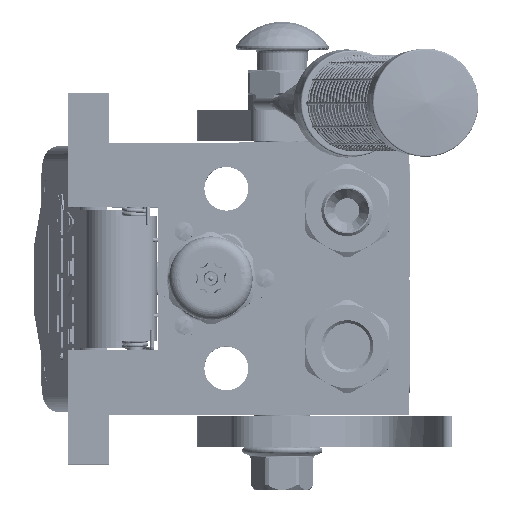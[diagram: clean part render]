
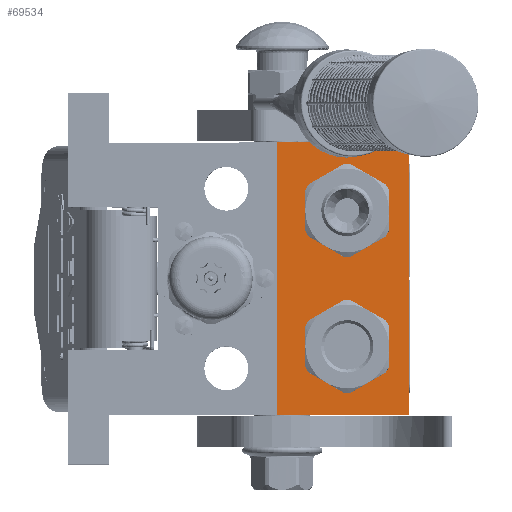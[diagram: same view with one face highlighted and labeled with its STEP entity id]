
A CAD part, top view. The second image highlights one B-rep face of the part: STEP entity #69534.
In plain terms, the highlighted face is planar.
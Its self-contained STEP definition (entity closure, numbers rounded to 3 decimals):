
#3644 = VECTOR ( 'NONE', #194008, 1000. ) ;
#4766 = EDGE_LOOP ( 'NONE', ( #195603, #42301, #8599, #97532 ) ) ;
#8599 = ORIENTED_EDGE ( 'NONE', *, *, #73024, .F. ) ;
#13705 = AXIS2_PLACEMENT_3D ( 'NONE', #93408, #161075, #212391 ) ;
#14927 = DIRECTION ( 'NONE',  ( 0., 0., 1. ) ) ;
#18625 = VERTEX_POINT ( 'NONE', #25905 ) ;
#23680 = VERTEX_POINT ( 'NONE', #156260 ) ;
#24676 = VECTOR ( 'NONE', #77633, 1000. ) ;
#25905 = CARTESIAN_POINT ( 'NONE',  ( 44., 8.9, 0. ) ) ;
#26744 = EDGE_CURVE ( 'NONE', #66630, #201029, #71951, .T. ) ;
#29108 = CARTESIAN_POINT ( 'NONE',  ( -44., 8.9, 0. ) ) ;
#31822 = CARTESIAN_POINT ( 'NONE',  ( 22., 8.9, -32.15 ) ) ;
#36773 = DIRECTION ( 'NONE',  ( 0., 0., -1. ) ) ;
#38165 = CARTESIAN_POINT ( 'NONE',  ( -44., 8.9, -42.5 ) ) ;
#39367 = AXIS2_PLACEMENT_3D ( 'NONE', #54649, #120952, #36773 ) ;
#42301 = ORIENTED_EDGE ( 'NONE', *, *, #112576, .T. ) ;
#49915 = CARTESIAN_POINT ( 'NONE',  ( 22., 8.9, -20. ) ) ;
#53800 = DIRECTION ( 'NONE',  ( 1., 0., 0. ) ) ;
#54649 = CARTESIAN_POINT ( 'NONE',  ( -22., 8.9, -20. ) ) ;
#56472 = ORIENTED_EDGE ( 'NONE', *, *, #175092, .F. ) ;
#61360 = FACE_BOUND ( 'NONE', #179404, .T. ) ;
#66630 = VERTEX_POINT ( 'NONE', #187257 ) ;
#69534 = ADVANCED_FACE ( 'NONE', ( #210653, #61360, #72042 ), #139507, .T. ) ;
#69824 = VERTEX_POINT ( 'NONE', #134173 ) ;
#71951 = CIRCLE ( 'NONE', #39367, 12.15 ) ;
#72042 = FACE_OUTER_BOUND ( 'NONE', #4766, .T. ) ;
#73024 = EDGE_CURVE ( 'NONE', #18625, #23680, #150241, .T. ) ;
#74271 = CARTESIAN_POINT ( 'NONE',  ( 22., 8.9, -7.85 ) ) ;
#77633 = DIRECTION ( 'NONE',  ( 0., 0., -1. ) ) ;
#78796 = DIRECTION ( 'NONE',  ( 0., -1., 0. ) ) ;
#79160 = LINE ( 'NONE', #106621, #111259 ) ;
#79776 = ORIENTED_EDGE ( 'NONE', *, *, #95587, .F. ) ;
#84848 = EDGE_CURVE ( 'NONE', #152013, #153227, #169206, .T. ) ;
#91870 = DIRECTION ( 'NONE',  ( 0., -1., 0. ) ) ;
#93408 = CARTESIAN_POINT ( 'NONE',  ( 22., 8.9, -20. ) ) ;
#93760 = AXIS2_PLACEMENT_3D ( 'NONE', #216427, #78796, #130908 ) ;
#95587 = EDGE_CURVE ( 'NONE', #201029, #66630, #157091, .T. ) ;
#97532 = ORIENTED_EDGE ( 'NONE', *, *, #196071, .F. ) ;
#103215 = EDGE_CURVE ( 'NONE', #69824, #181242, #205857, .T. ) ;
#106621 = CARTESIAN_POINT ( 'NONE',  ( -44., 8.9, 0. ) ) ;
#111259 = VECTOR ( 'NONE', #210706, 1000. ) ;
#112576 = EDGE_CURVE ( 'NONE', #181242, #23680, #158924, .T. ) ;
#120952 = DIRECTION ( 'NONE',  ( 0., -1., 0. ) ) ;
#127619 = CARTESIAN_POINT ( 'NONE',  ( -44., 8.9, -42.5 ) ) ;
#130908 = DIRECTION ( 'NONE',  ( 0., 0., 1. ) ) ;
#134173 = CARTESIAN_POINT ( 'NONE',  ( -44., 8.9, 0. ) ) ;
#139507 = PLANE ( 'NONE',  #211182 ) ;
#149786 = DIRECTION ( 'NONE',  ( 0., -1., 0. ) ) ;
#150241 = LINE ( 'NONE', #211110, #3644 ) ;
#152013 = VERTEX_POINT ( 'NONE', #74271 ) ;
#153227 = VERTEX_POINT ( 'NONE', #31822 ) ;
#155841 = AXIS2_PLACEMENT_3D ( 'NONE', #49915, #149786, #14927 ) ;
#156260 = CARTESIAN_POINT ( 'NONE',  ( 44., 8.9, -42.5 ) ) ;
#157091 = CIRCLE ( 'NONE', #93760, 12.15 ) ;
#158924 = LINE ( 'NONE', #38165, #214862 ) ;
#161028 = ORIENTED_EDGE ( 'NONE', *, *, #26744, .F. ) ;
#161075 = DIRECTION ( 'NONE',  ( 0., -1., 0. ) ) ;
#163319 = EDGE_LOOP ( 'NONE', ( #56472, #168583 ) ) ;
#168583 = ORIENTED_EDGE ( 'NONE', *, *, #84848, .F. ) ;
#169206 = CIRCLE ( 'NONE', #155841, 12.15 ) ;
#173683 = DIRECTION ( 'NONE',  ( 1., 0., 0. ) ) ;
#175092 = EDGE_CURVE ( 'NONE', #153227, #152013, #194056, .T. ) ;
#179404 = EDGE_LOOP ( 'NONE', ( #161028, #79776 ) ) ;
#181242 = VERTEX_POINT ( 'NONE', #127619 ) ;
#187255 = CARTESIAN_POINT ( 'NONE',  ( -22., 8.9, -7.85 ) ) ;
#187257 = CARTESIAN_POINT ( 'NONE',  ( -22., 8.9, -32.15 ) ) ;
#193008 = CARTESIAN_POINT ( 'NONE',  ( 0., 8.9, 0. ) ) ;
#194008 = DIRECTION ( 'NONE',  ( 0., 0., -1. ) ) ;
#194056 = CIRCLE ( 'NONE', #13705, 12.15 ) ;
#195603 = ORIENTED_EDGE ( 'NONE', *, *, #103215, .T. ) ;
#196071 = EDGE_CURVE ( 'NONE', #69824, #18625, #79160, .T. ) ;
#201029 = VERTEX_POINT ( 'NONE', #187255 ) ;
#205857 = LINE ( 'NONE', #29108, #24676 ) ;
#210653 = FACE_BOUND ( 'NONE', #163319, .T. ) ;
#210706 = DIRECTION ( 'NONE',  ( 1., 0., 0. ) ) ;
#211110 = CARTESIAN_POINT ( 'NONE',  ( 44., 8.9, 0. ) ) ;
#211182 = AXIS2_PLACEMENT_3D ( 'NONE', #193008, #91870, #173683 ) ;
#212391 = DIRECTION ( 'NONE',  ( 0., 0., -1. ) ) ;
#214862 = VECTOR ( 'NONE', #53800, 1000. ) ;
#216427 = CARTESIAN_POINT ( 'NONE',  ( -22., 8.9, -20. ) ) ;
